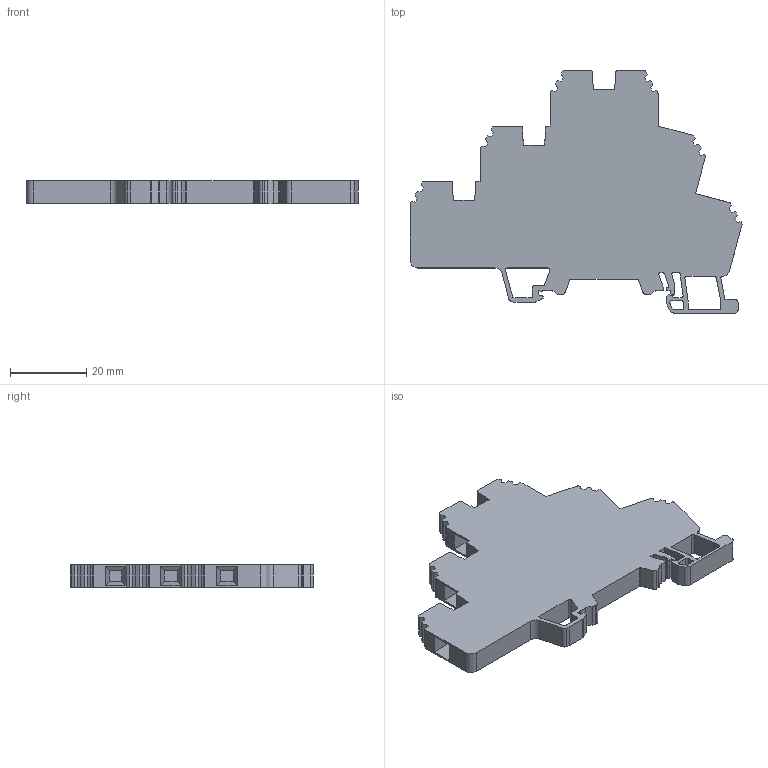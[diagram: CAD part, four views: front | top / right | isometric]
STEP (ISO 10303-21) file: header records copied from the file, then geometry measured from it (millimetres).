
FILE_DESCRIPTION (( 'STEP AP214' ), '1' );
FILE_NAME ('KN-TL14.step', '2015-05-04T11:28:21', ( '' ), ( '' ), 'SwSTEP 2.0', 'SolidWorks 2014', '' );
FILE_SCHEMA (( 'AUTOMOTIVE_DESIGN' ));
Length unit declared in the file: millimetre
Products named in the file (1): KN-TL14
Bounding box: 86.98 x 63.57 x 6 mm (x, y, z)
Volume: 18518.7 mm3; surface area: 9675.7 mm2
Topology: 1 solids, 1 shells, 304 faces, 892 edges, 592 vertices
Faces by surface type: plane 205, cylinder 99
Entity records: 10116 total; most frequent: CARTESIAN_POINT 1789, ORIENTED_EDGE 1784, DIRECTION 1700, EDGE_CURVE 892, VECTOR 694, LINE 694, VERTEX_POINT 592, AXIS2_PLACEMENT_3D 503
